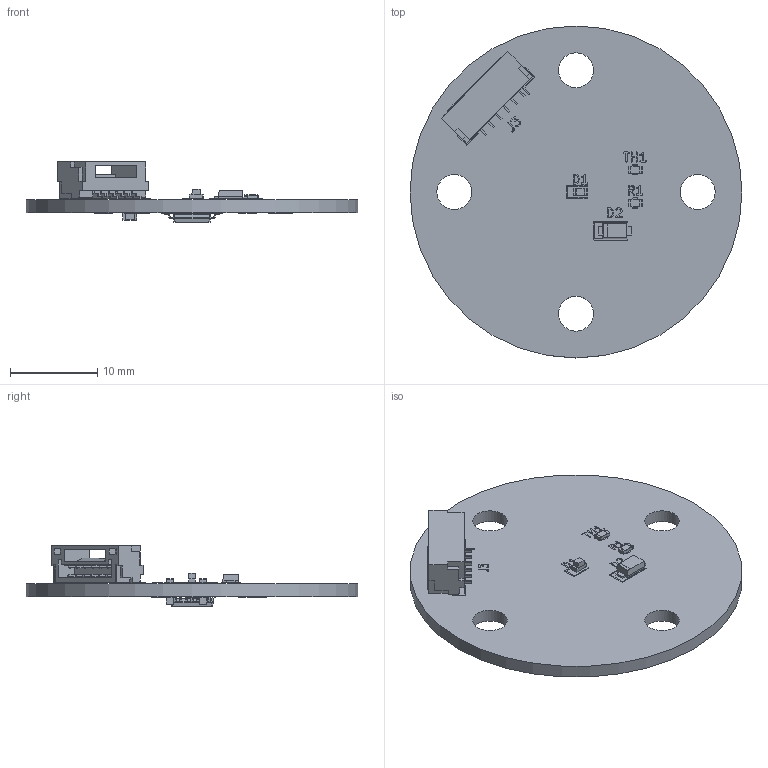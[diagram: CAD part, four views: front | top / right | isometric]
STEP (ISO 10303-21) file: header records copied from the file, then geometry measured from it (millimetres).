
FILE_DESCRIPTION(('KiCad electronic assembly'),'2;1');
FILE_NAME('hall_effect_breakout.step','2026-01-10T17:37:47',('Pcbnew'),( 'Kicad'),'Open CASCADE STEP processor 7.9','KiCad to STEP converter' ,'Unknown');
FILE_SCHEMA(('AUTOMOTIVE_DESIGN { 1 0 10303 214 1 1 1 1 }'));
Length unit declared in the file: millimetre
Products named in the file (10): hall_effect_breakout 1; JST_GH_SM06B-GHS-TB_1x06-1MP_P1.25mm_Horizontal; D_SMF; LED_0603_1608Metric; R_0603_1608Metric; C_0603_1608Metric; TSSOP-14_4.4x5mm_P0.65mm; hall_effect_breakout_silkscreen; hall_effect_breakout_PCB
Assembly tree (11 placements, depth 2):
  hall_effect_breakout 1
    JST_GH_SM06B-GHS-TB_1x06-1MP_P1.25mm_Horizontal
    D_SMF
    LED_0603_1608Metric
    R_0603_1608Metric  x2
    C_0603_1608Metric  x2
    TSSOP-14_4.4x5mm_P0.65mm
    hall_effect_breakout_silkscreen
    hall_effect_breakout_silkscreen
    hall_effect_breakout_PCB
Bounding box: 38.1 x 38.1 x 6.92 mm (x, y, z)
Volume: 1779 mm3; surface area: 2952.2 mm2
Topology: 9 solids, 62 shells, 749 faces, 2542 edges, 1881 vertices
Faces by surface type: plane 614, cylinder 109, bspline 26
Full cylindrical faces by diameter (mm): 4 x4, 38.1 x1
Entity records: 31389 total; most frequent: CARTESIAN_POINT 5024, ORIENTED_EDGE 4146, DIRECTION 4108, EDGE_CURVE 2402, LINE 1986, VECTOR 1986, VERTEX_POINT 1789, AXIS2_PLACEMENT_3D 1061
